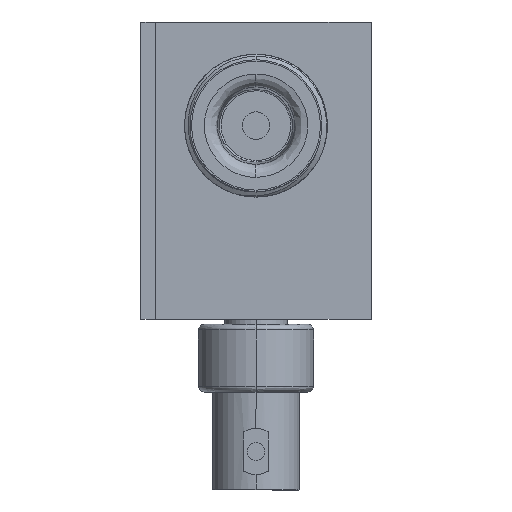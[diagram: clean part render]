
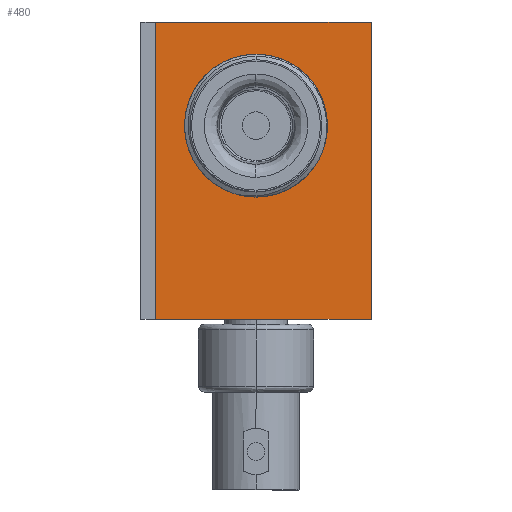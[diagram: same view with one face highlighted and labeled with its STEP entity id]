
A CAD part, left-side view. The second image highlights one B-rep face of the part: STEP entity #480.
In plain terms, the highlighted planar face has unit normal (-1, 0, 0).
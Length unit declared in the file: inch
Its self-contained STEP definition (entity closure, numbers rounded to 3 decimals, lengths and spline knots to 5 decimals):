
#449 = EDGE_CURVE ( 'NONE', #6132, #10646, #3953, .T. ) ;
#480 = ADVANCED_FACE ( 'NONE', ( #10661 ), #11697, .F. ) ;
#508 = VECTOR ( 'NONE', #8688, 39.37008 ) ;
#699 = DIRECTION ( 'NONE',  ( 1., 0., 0. ) ) ;
#740 = CARTESIAN_POINT ( 'NONE',  ( -0.4225, 0., 0.645 ) ) ;
#897 = CARTESIAN_POINT ( 'NONE',  ( -0.4225, 0., 0.645 ) ) ;
#1075 = CARTESIAN_POINT ( 'NONE',  ( -0.4225, 0.937, -0.645 ) ) ;
#1122 = CARTESIAN_POINT ( 'NONE',  ( -0.4225, 0.937, 0.645 ) ) ;
#1738 = DIRECTION ( 'NONE',  ( 0., 0., -1. ) ) ;
#1958 = AXIS2_PLACEMENT_3D ( 'NONE', #11763, #699, #1738 ) ;
#2256 = EDGE_CURVE ( 'NONE', #10646, #7529, #6821, .T. ) ;
#2434 = ORIENTED_EDGE ( 'NONE', *, *, #2256, .F. ) ;
#2471 = ORIENTED_EDGE ( 'NONE', *, *, #449, .F. ) ;
#2540 = CARTESIAN_POINT ( 'NONE',  ( -0.4225, 0., -0.645 ) ) ;
#2935 = VECTOR ( 'NONE', #11903, 39.37008 ) ;
#3000 = VECTOR ( 'NONE', #8631, 39.37008 ) ;
#3953 = LINE ( 'NONE', #12752, #3000 ) ;
#6132 = VERTEX_POINT ( 'NONE', #2540 ) ;
#6291 = EDGE_CURVE ( 'NONE', #10944, #6132, #8709, .T. ) ;
#6821 = LINE ( 'NONE', #12677, #508 ) ;
#7529 = VERTEX_POINT ( 'NONE', #12328 ) ;
#8631 = DIRECTION ( 'NONE',  ( 0., 1., 0. ) ) ;
#8688 = DIRECTION ( 'NONE',  ( 0., 0., 1. ) ) ;
#8709 = LINE ( 'NONE', #897, #2935 ) ;
#9922 = DIRECTION ( 'NONE',  ( 0., -1., 0. ) ) ;
#10200 = EDGE_LOOP ( 'NONE', ( #11607, #2434, #2471, #12091 ) ) ;
#10646 = VERTEX_POINT ( 'NONE', #1075 ) ;
#10661 = FACE_OUTER_BOUND ( 'NONE', #10200, .T. ) ;
#10890 = LINE ( 'NONE', #1122, #12636 ) ;
#10944 = VERTEX_POINT ( 'NONE', #740 ) ;
#10999 = EDGE_CURVE ( 'NONE', #7529, #10944, #10890, .T. ) ;
#11607 = ORIENTED_EDGE ( 'NONE', *, *, #10999, .F. ) ;
#11697 = PLANE ( 'NONE',  #1958 ) ;
#11763 = CARTESIAN_POINT ( 'NONE',  ( -0.4225, 0.937, 0.645 ) ) ;
#11903 = DIRECTION ( 'NONE',  ( 0., 0., -1. ) ) ;
#12091 = ORIENTED_EDGE ( 'NONE', *, *, #6291, .F. ) ;
#12328 = CARTESIAN_POINT ( 'NONE',  ( -0.4225, 0.937, 0.645 ) ) ;
#12636 = VECTOR ( 'NONE', #9922, 39.37008 ) ;
#12677 = CARTESIAN_POINT ( 'NONE',  ( -0.4225, 0.937, 0.645 ) ) ;
#12752 = CARTESIAN_POINT ( 'NONE',  ( -0.4225, 0.937, -0.645 ) ) ;
